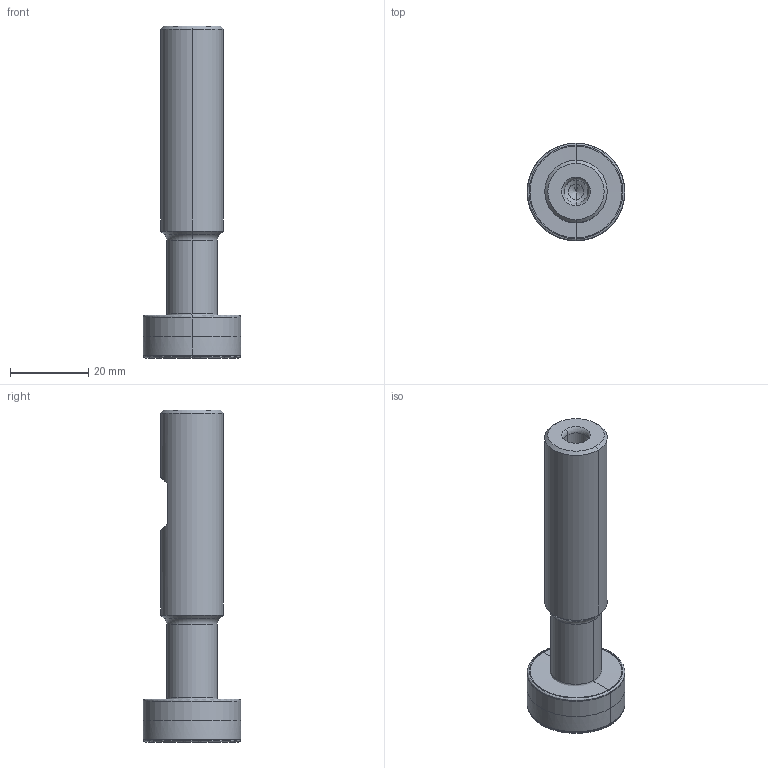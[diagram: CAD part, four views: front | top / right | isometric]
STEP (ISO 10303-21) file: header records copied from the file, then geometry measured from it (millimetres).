
FILE_DESCRIPTION((''),'2;1');
FILE_NAME('15T1E025011W3R00','2015-10-30T',('schorn'),(''),'PRO/ENGINEER BY PARAMETRIC TECHNOLOGY CORPORATION, 2011490','PRO/ENGINEER BY PARAMETRIC TECHNOLOGY CORPORATION, 2011490','');
FILE_SCHEMA(('AUTOMOTIVE_DESIGN { 1 2 10303 214 0 1 1 1 }'));
Length unit declared in the file: millimetre
Products named in the file (3): NOCUT; CUT; 15T1E025011W3R00
Assembly tree (2 placements, depth 2):
  15T1E025011W3R00
    NOCUT
    CUT
Bounding box: 24.99 x 24.99 x 85 mm (x, y, z)
Volume: 20317.5 mm3; surface area: 8408.3 mm2
Topology: 2 solids, 2 shells, 76 faces, 163 edges, 100 vertices
Faces by surface type: revolution 36, cylinder 12, cone 12, torus 10, plane 6
Entity records: 4785 total; most frequent: CARTESIAN_POINT 2480, DIRECTION 347, ORIENTED_EDGE 306, PRESENTATION_STYLE_ASSIGNMENT 167, STYLED_ITEM 167, CURVE_STYLE 165, EDGE_CURVE 153, AXIS2_PLACEMENT_3D 138
